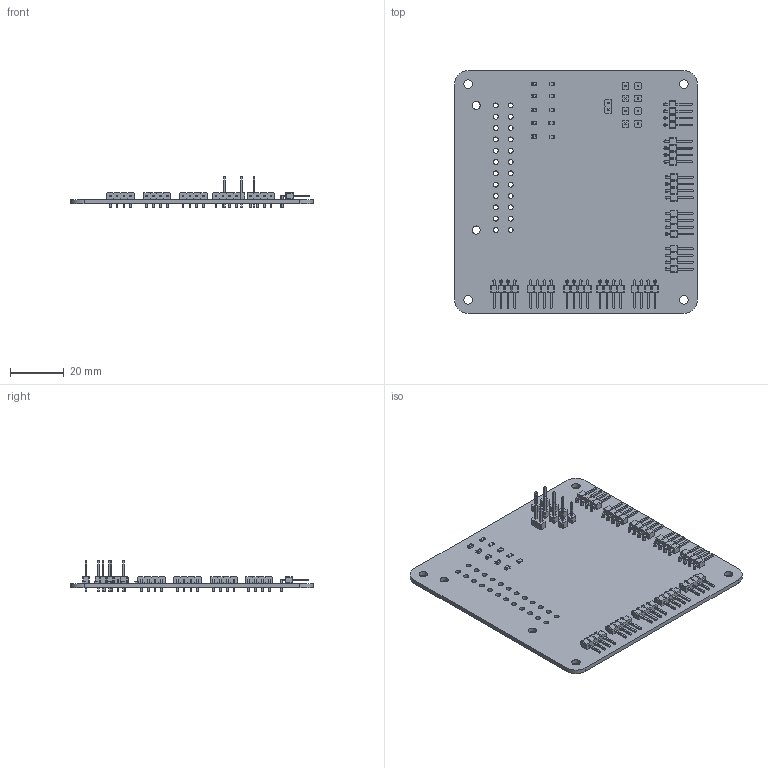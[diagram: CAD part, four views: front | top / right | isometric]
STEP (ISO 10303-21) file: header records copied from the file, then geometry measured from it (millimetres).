
FILE_DESCRIPTION(('KiCad electronic assembly'),'2;1');
FILE_NAME('main.step','2022-11-14T16:37:12',('Pcbnew'),('Kicad'), 'Open CASCADE STEP processor 7.6','KiCad to STEP converter','Unknown' );
FILE_SCHEMA(('AUTOMOTIVE_DESIGN { 1 0 10303 214 1 1 1 1 }'));
Length unit declared in the file: millimetre
Products named in the file (12): main 1; PinHeader_1x04_P2.54mm_Horizontal; SOLID; PinHeader_1x01_P2.54mm_Vertical; D_0805_2012Metric; R_0805_2012Metric; PinHeader_1x02_P2.54mm_Vertical; main PCB
Assembly tree (35 placements, depth 3):
  main 1
    PinHeader_1x04_P2.54mm_Horizontal  x10
      SOLID
    PinHeader_1x01_P2.54mm_Vertical  x8
      SOLID
    D_0805_2012Metric  x5
      SOLID
    R_0805_2012Metric  x5
      SOLID
    PinHeader_1x02_P2.54mm_Vertical
      SOLID
    main PCB
Bounding box: 90 x 90 x 11.54 mm (x, y, z)
Volume: 13732.1 mm3; surface area: 19998.9 mm2
Topology: 30 solids, 30 shells, 1811 faces, 4518 edges, 2872 vertices
Faces by surface type: bspline 1721, cylinder 84, plane 6
Full cylindrical faces by diameter (mm): 1 x50, 1.8 x24, 3 x2, 3.2 x4
Entity records: 23011 total; most frequent: CARTESIAN_POINT 6674, B_SPLINE_CURVE_WITH_KNOTS 1820, ORIENTED_EDGE 1800, PCURVE 1800, DEFINITIONAL_REPRESENTATION 1800, DIRECTION 1212, EDGE_CURVE 900, SURFACE_CURVE 820
